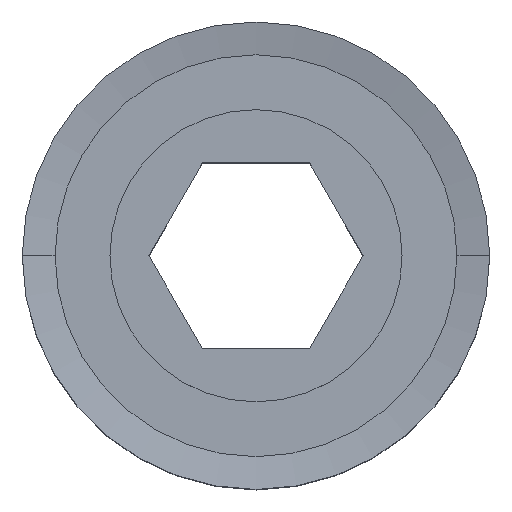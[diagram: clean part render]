
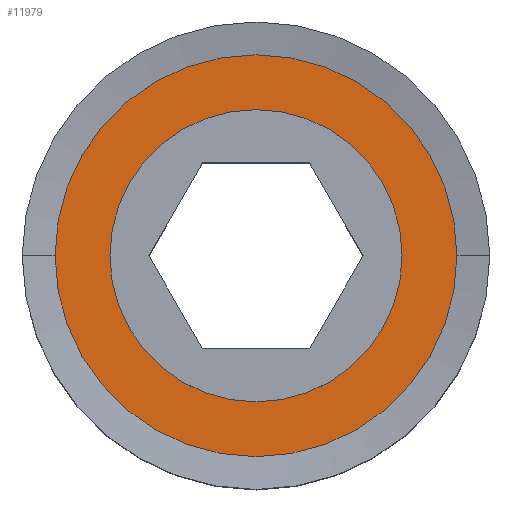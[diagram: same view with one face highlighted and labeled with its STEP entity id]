
A CAD part, top view. The second image highlights one B-rep face of the part: STEP entity #11979.
In plain terms, the highlighted planar face has unit normal (0, 0, 1).
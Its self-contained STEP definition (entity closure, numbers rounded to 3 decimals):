
#329 = DIRECTION ( 'NONE',  ( 0., 0., -1. ) ) ;
#1004 = DIRECTION ( 'NONE',  ( -1., 0., 0. ) ) ;
#1992 = DIRECTION ( 'NONE',  ( -1., 0., 0. ) ) ;
#2041 = DIRECTION ( 'NONE',  ( 0., 0., -1. ) ) ;
#2164 = CARTESIAN_POINT ( 'NONE',  ( 0., 0., 9.875 ) ) ;
#2178 = CARTESIAN_POINT ( 'NONE',  ( 0., 0., 9.875 ) ) ;
#2786 = CARTESIAN_POINT ( 'NONE',  ( 13.755, 0., 9.875 ) ) ;
#2814 = CIRCLE ( 'NONE', #7508, 13.755 ) ;
#3154 = DIRECTION ( 'NONE',  ( 1., 0., 0. ) ) ;
#3180 = DIRECTION ( 'NONE',  ( 1., 0., 0. ) ) ;
#3200 = DIRECTION ( 'NONE',  ( 0., 0., -1. ) ) ;
#3248 = CARTESIAN_POINT ( 'NONE',  ( 0., 0., 9.875 ) ) ;
#3327 = VERTEX_POINT ( 'NONE', #5577 ) ;
#3515 = FACE_BOUND ( 'NONE', #12507, .T. ) ;
#3693 = CIRCLE ( 'NONE', #6659, 10. ) ;
#4410 = EDGE_CURVE ( 'NONE', #6780, #3327, #12490, .T. ) ;
#4540 = ORIENTED_EDGE ( 'NONE', *, *, #6125, .F. ) ;
#4993 = CARTESIAN_POINT ( 'NONE',  ( 0., 0., 9.875 ) ) ;
#5577 = CARTESIAN_POINT ( 'NONE',  ( -13.755, 0., 9.875 ) ) ;
#5708 = CARTESIAN_POINT ( 'NONE',  ( 10., 0., 9.875 ) ) ;
#5857 = FACE_OUTER_BOUND ( 'NONE', #11189, .T. ) ;
#5936 = CARTESIAN_POINT ( 'NONE',  ( -10., 0., 9.875 ) ) ;
#6119 = EDGE_CURVE ( 'NONE', #11429, #9294, #10541, .T. ) ;
#6125 = EDGE_CURVE ( 'NONE', #3327, #6780, #2814, .T. ) ;
#6226 = AXIS2_PLACEMENT_3D ( 'NONE', #4993, #12584, #7017 ) ;
#6659 = AXIS2_PLACEMENT_3D ( 'NONE', #2164, #9059, #3180 ) ;
#6780 = VERTEX_POINT ( 'NONE', #2786 ) ;
#7005 = ORIENTED_EDGE ( 'NONE', *, *, #9655, .T. ) ;
#7017 = DIRECTION ( 'NONE',  ( 1., 0., 0. ) ) ;
#7508 = AXIS2_PLACEMENT_3D ( 'NONE', #2178, #2041, #1992 ) ;
#7525 = AXIS2_PLACEMENT_3D ( 'NONE', #3248, #3200, #3154 ) ;
#7959 = PLANE ( 'NONE',  #6226 ) ;
#8880 = AXIS2_PLACEMENT_3D ( 'NONE', #12560, #329, #1004 ) ;
#9059 = DIRECTION ( 'NONE',  ( 0., 0., -1. ) ) ;
#9294 = VERTEX_POINT ( 'NONE', #5936 ) ;
#9557 = ORIENTED_EDGE ( 'NONE', *, *, #6119, .T. ) ;
#9655 = EDGE_CURVE ( 'NONE', #9294, #11429, #3693, .T. ) ;
#10541 = CIRCLE ( 'NONE', #7525, 10. ) ;
#11189 = EDGE_LOOP ( 'NONE', ( #11948, #4540 ) ) ;
#11429 = VERTEX_POINT ( 'NONE', #5708 ) ;
#11948 = ORIENTED_EDGE ( 'NONE', *, *, #4410, .F. ) ;
#11979 = ADVANCED_FACE ( 'NONE', ( #3515, #5857 ), #7959, .T. ) ;
#12490 = CIRCLE ( 'NONE', #8880, 13.755 ) ;
#12507 = EDGE_LOOP ( 'NONE', ( #9557, #7005 ) ) ;
#12560 = CARTESIAN_POINT ( 'NONE',  ( 0., 0., 9.875 ) ) ;
#12584 = DIRECTION ( 'NONE',  ( 0., 0., 1. ) ) ;
